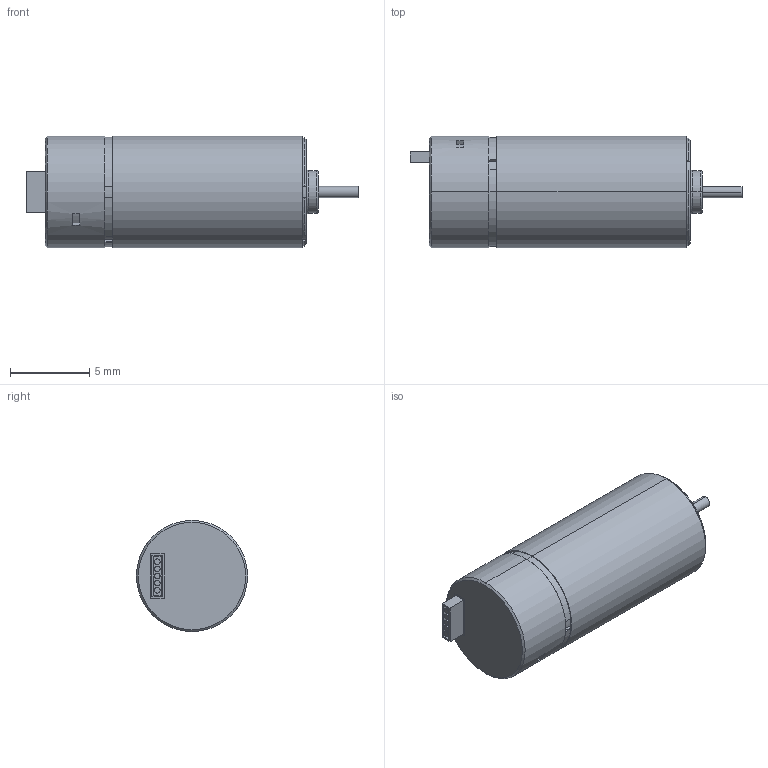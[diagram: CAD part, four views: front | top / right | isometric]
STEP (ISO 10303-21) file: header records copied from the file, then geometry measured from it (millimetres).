
FILE_DESCRIPTION (( 'STEP AP203' ), '1' );
FILE_NAME ('DC_MOTOR_(Brushless DC Inrunner Motor)_Default_sldprt.STEP', '2022-11-11T04:04:37', ( '' ), ( '' ), 'SwSTEP 2.0', 'SolidWorks 2021', '' );
FILE_SCHEMA (( 'CONFIG_CONTROL_DESIGN' ));
Length unit declared in the file: millimetre
Products named in the file (1): DC_MOTOR_(Brushless DC Inrunner Motor)_Default_sldprt
Bounding box: 20.89 x 7 x 7 mm (x, y, z)
Volume: 626.5 mm3; surface area: 581.2 mm2
Topology: 1 solids, 1 shells, 124 faces, 297 edges, 190 vertices
Faces by surface type: plane 61, cylinder 52, cone 7, torus 4
Entity records: 3716 total; most frequent: DIRECTION 665, CARTESIAN_POINT 636, ORIENTED_EDGE 594, EDGE_CURVE 297, AXIS2_PLACEMENT_3D 251, VERTEX_POINT 190, VECTOR 163, LINE 163
